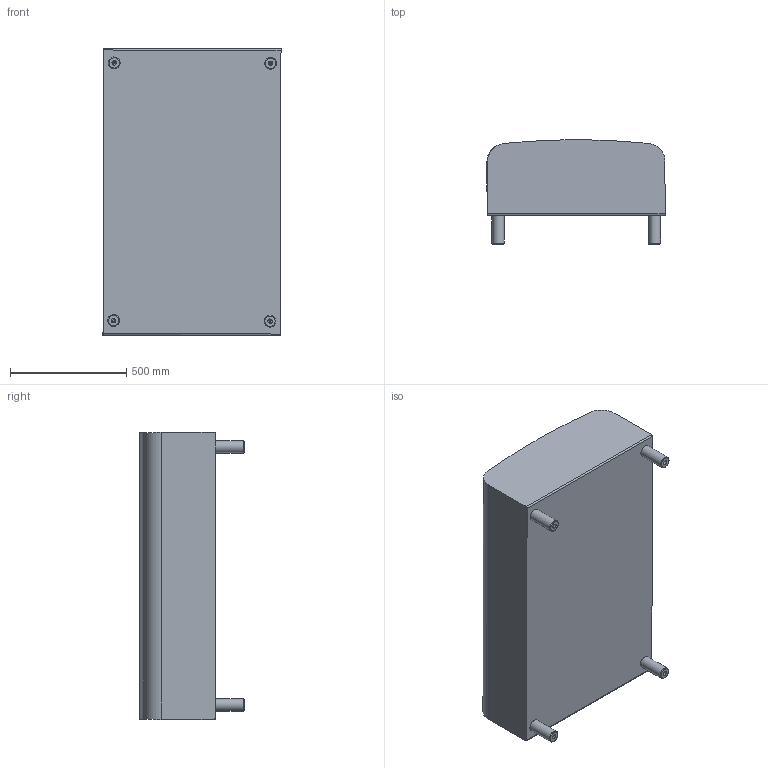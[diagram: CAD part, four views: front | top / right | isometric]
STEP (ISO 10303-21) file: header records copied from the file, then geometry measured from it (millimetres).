
FILE_DESCRIPTION(/* description */ (''),/* implementation_level */ '2;1');
FILE_NAME(/* name */ 'ASB3048.stp',/* time_stamp */ '2015-03-19T09:58:20-04:00',/* author */ ('jbosley'),/* organization */ (''),/* preprocessor_version */ 'ST-DEVELOPER v15.6',/* originating_system */ 'Autodesk Inventor 2015',/* authorisation */ '');
FILE_SCHEMA (('AUTOMOTIVE_DESIGN { 1 0 10303 214 3 1 1 }'));
Length unit declared in the file: inch
Products named in the file (3): ASB3048 UBASE; LEG RD2X5 PLT; ASB3048 new
Bounding box: 765.35 x 447.34 x 1233.93 mm (x, y, z)
Volume: 296406416.2 mm3; surface area: 3153855.9 mm2
Topology: 5 solids, 5 shells, 40 faces, 74 edges, 48 vertices
Faces by surface type: cylinder 18, plane 18, torus 4
Full cylindrical faces by diameter (mm): 7.938 x4, 19.05 x4, 50.8 x4
Entity records: 601 total; most frequent: DIRECTION 110, CARTESIAN_POINT 91, ORIENTED_EDGE 74, AXIS2_PLACEMENT_3D 46, EDGE_CURVE 37, VERTEX_POINT 27, EDGE_LOOP 26, FACE_OUTER_BOUND 19
